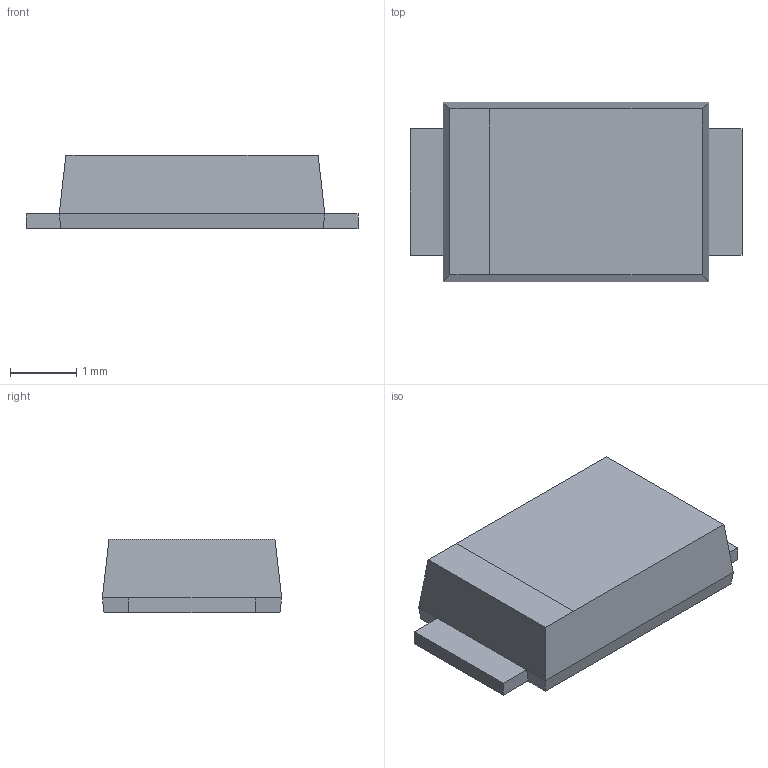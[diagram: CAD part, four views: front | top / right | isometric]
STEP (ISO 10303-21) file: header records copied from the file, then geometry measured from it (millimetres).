
FILE_DESCRIPTION(/* description */ (''),/* implementation_level */ '2;1');
FILE_NAME(/* name */ 'SOD-12~4',/* time_stamp */ '2022-10-12T14:57:25+02:00',/* author */ (''),/* organization */ (''),/* preprocessor_version */ 'ST-DEVELOPER v16.5',/* originating_system */ '',/* authorisation */ '');
FILE_SCHEMA (('AUTOMOTIVE_DESIGN'));
Length unit declared in the file: millimetre
Products named in the file (1): Document
Bounding box: 5 x 2.7 x 1.1 mm (x, y, z)
Volume: 0.6 mm3; surface area: 42.3 mm2
Topology: 2 solids, 4 shells, 33 faces, 77 edges, 50 vertices
Faces by surface type: plane 23, bspline 10
Entity records: 868 total; most frequent: CARTESIAN_POINT 270, ORIENTED_EDGE 146, EDGE_CURVE 77, B_SPLINE_CURVE_WITH_KNOTS 77, VERTEX_POINT 50, ADVANCED_FACE 33, FACE_OUTER_BOUND 33, EDGE_LOOP 33
